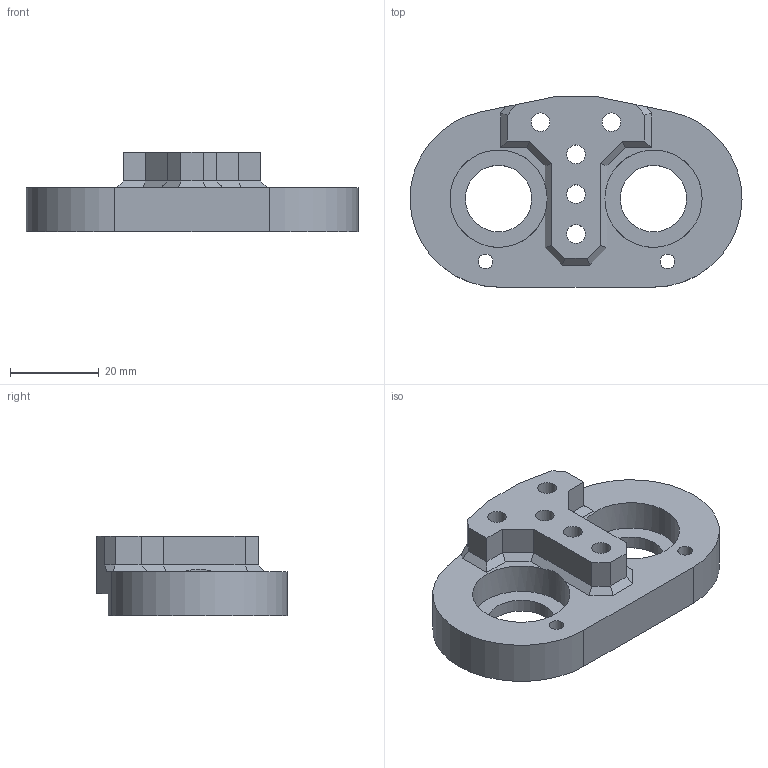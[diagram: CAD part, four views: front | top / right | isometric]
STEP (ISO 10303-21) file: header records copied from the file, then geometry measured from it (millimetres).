
FILE_DESCRIPTION(/* description */ (''),/* implementation_level */ '2;1');
FILE_NAME(/* name */ '',/* time_stamp */ '2025-08-31T03:30:05+08:00',/* author */ ('Piw'),/* organization */ (''),/* preprocessor_version */ 'ST-DEVELOPER v20',/* originating_system */ 'Autodesk Inventor 2025',/* authorisation */ '');
FILE_SCHEMA (('AUTOMOTIVE_DESIGN { 1 0 10303 214 3 1 1 }'));
Length unit declared in the file: millimetre
Products named in the file (1): 悬臂架
Bounding box: 75 x 43 x 18 mm (x, y, z)
Volume: 21704.8 mm3; surface area: 10012.5 mm2
Topology: 1 solids, 1 shells, 64 faces, 174 edges, 112 vertices
Faces by surface type: plane 51, cylinder 13
Full cylindrical faces by diameter (mm): 3.3 x2, 4.2 x5, 15 x2, 22 x2
Entity records: 2071 total; most frequent: CARTESIAN_POINT 351, ORIENTED_EDGE 348, DIRECTION 334, EDGE_CURVE 174, LINE 144, VECTOR 144, VERTEX_POINT 112, AXIS2_PLACEMENT_3D 95
